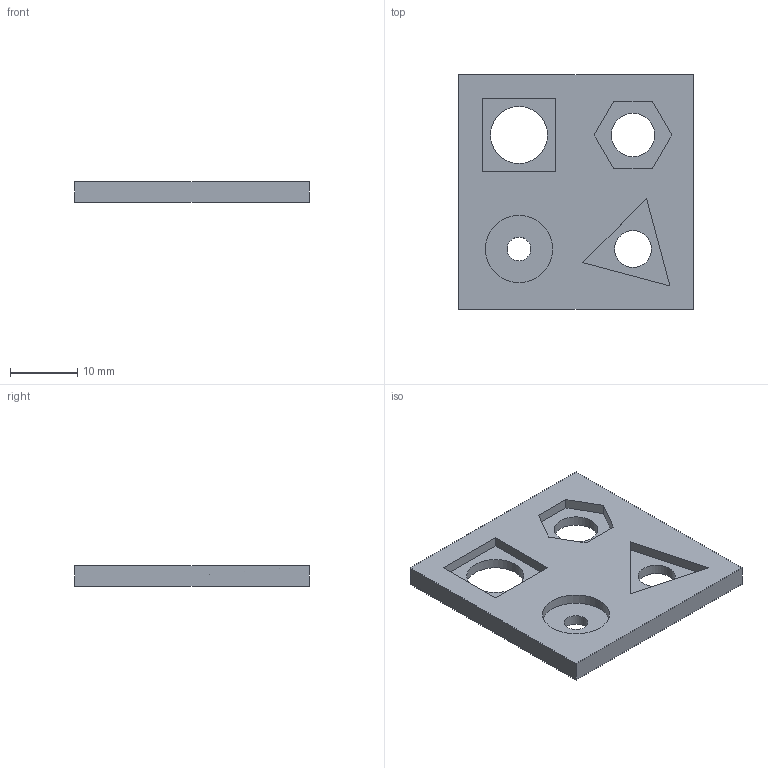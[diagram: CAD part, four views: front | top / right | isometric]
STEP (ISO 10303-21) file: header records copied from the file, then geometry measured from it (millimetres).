
FILE_DESCRIPTION(/* description */ (''),/* implementation_level */ '2;1');
FILE_NAME(/* name */ 'Test plate.step',/* time_stamp */ '2024-11-13T20:00:36+01:00',/* author */ (''),/* organization */ (''),/* preprocessor_version */ 'ST-DEVELOPER v20',/* originating_system */ 'Autodesk Translation Framework v13.20.0.188',/* authorisation */ '');
FILE_SCHEMA (('AUTOMOTIVE_DESIGN { 1 0 10303 214 3 1 1 }'));
Length unit declared in the file: millimetre
Products named in the file (1): Test plate
Bounding box: 35 x 35 x 3 mm (x, y, z)
Volume: 2943.2 mm3; surface area: 2962.1 mm2
Topology: 1 solids, 1 shells, 28 faces, 66 edges, 44 vertices
Faces by surface type: plane 23, cylinder 5
Full cylindrical faces by diameter (mm): 3.5 x1, 5.5 x1, 6.5 x1, 8.5 x1, 10 x1
Entity records: 849 total; most frequent: CARTESIAN_POINT 139, DIRECTION 134, ORIENTED_EDGE 132, EDGE_CURVE 66, LINE 56, VECTOR 56, VERTEX_POINT 44, EDGE_LOOP 40
